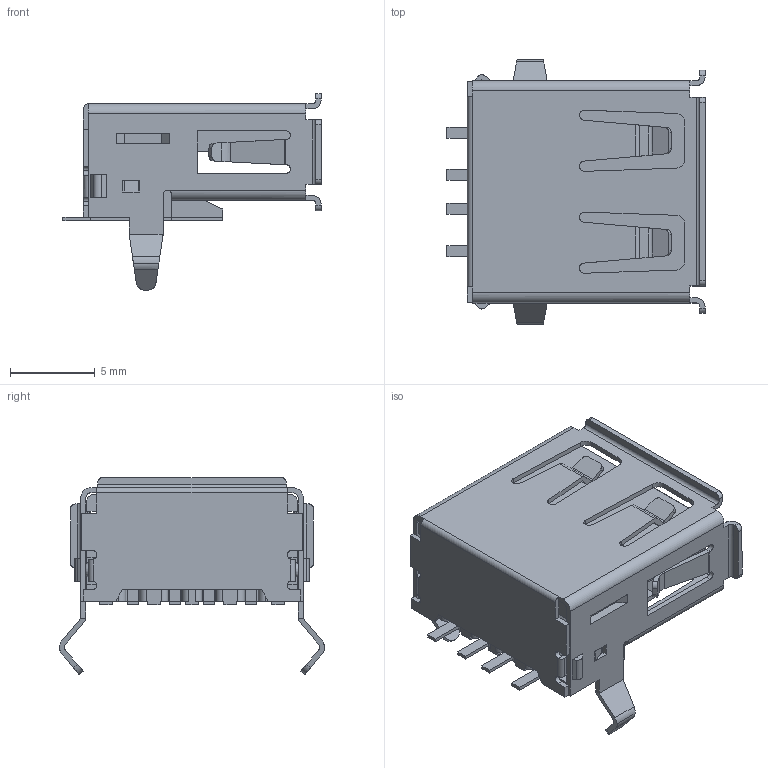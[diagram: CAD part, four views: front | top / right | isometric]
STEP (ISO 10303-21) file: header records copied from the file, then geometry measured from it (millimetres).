
FILE_DESCRIPTION (( 'STEP AP203' ), '1' );
FILE_NAME ('54-00003_revA.STEP', '2016-06-17T23:14:06', ( 'Tensility' ), ( '' ), 'SwSTEP 2.0', 'SolidWorks 2015', '' );
FILE_SCHEMA (( 'CONFIG_CONTROL_DESIGN' ));
Length unit declared in the file: millimetre
Products named in the file (1): 54-00003_revA
Bounding box: 15.2 x 15.6 x 11.6 mm (x, y, z)
Volume: 557.7 mm3; surface area: 2039.2 mm2
Topology: 6 solids, 6 shells, 813 faces, 2416 edges, 1584 vertices
Faces by surface type: plane 591, cylinder 210, bspline 8, torus 4
Entity records: 28987 total; most frequent: CARTESIAN_POINT 7779, ORIENTED_EDGE 4816, DIRECTION 3785, EDGE_CURVE 2408, VECTOR 1859, LINE 1859, VERTEX_POINT 1584, AXIS2_PLACEMENT_3D 963
